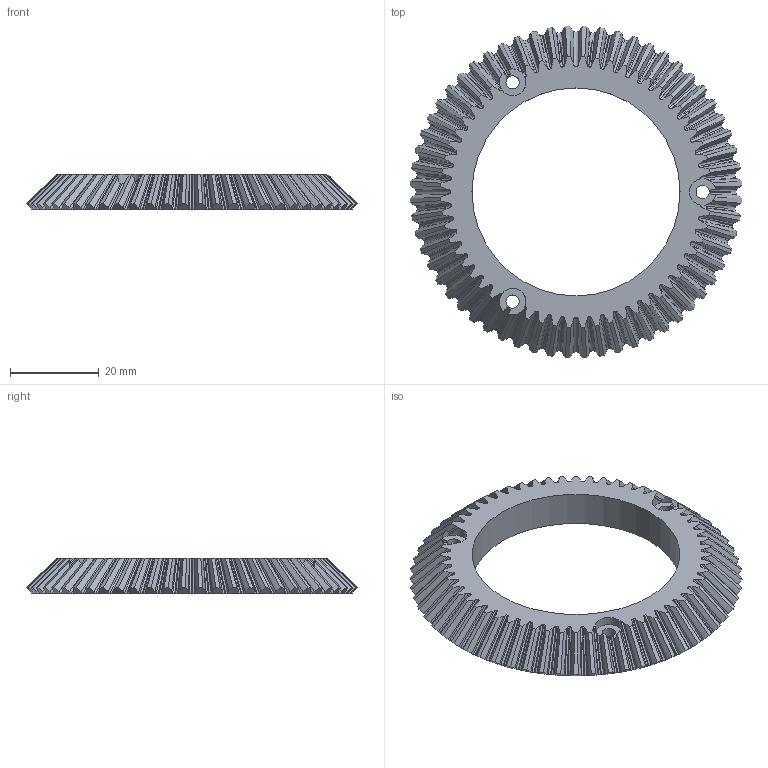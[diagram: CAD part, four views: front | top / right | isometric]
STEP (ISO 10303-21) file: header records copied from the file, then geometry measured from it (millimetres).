
FILE_DESCRIPTION(('FreeCAD Model'),'2;1');
FILE_NAME('bevel001.step' ,'2020-03-28T16:04:30',('Author'),(''), 'Open CASCADE STEP processor 7.3','FreeCAD','Unknown');
FILE_SCHEMA(('AUTOMOTIVE_DESIGN { 1 0 10303 214 1 1 1 1 }'));
Length unit declared in the file: millimetre
Products named in the file (1): bevel-gear001
Bounding box: 74.65 x 74.65 x 8 mm (x, y, z)
Volume: 13994.2 mm3; surface area: 8352.2 mm2
Topology: 1 solids, 1 shells, 553 faces, 1653 edges, 1102 vertices
Faces by surface type: bspline 420, cone 121, cylinder 7, plane 5
Full cylindrical faces by diameter (mm): 3 x3, 46.8 x1
Entity records: 52201 total; most frequent: CARTESIAN_POINT 25464, ORIENTED_EDGE 3306, PCURVE 3306, DEFINITIONAL_REPRESENTATION 3306, DIRECTION 3019, B_SPLINE_CURVE_WITH_KNOTS 2457, EDGE_CURVE 1653, SURFACE_CURVE 1649
